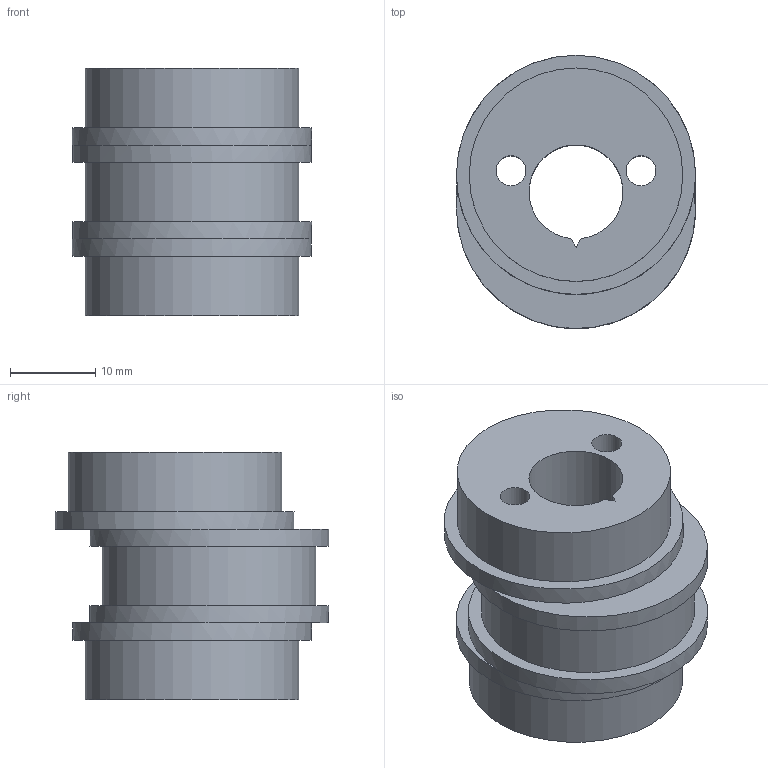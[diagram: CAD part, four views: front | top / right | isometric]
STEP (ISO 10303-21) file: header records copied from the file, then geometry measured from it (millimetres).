
FILE_DESCRIPTION(/* description */ (''),/* implementation_level */ '2;1');
FILE_NAME(/* name */ 'Shaft e2 holde resized v2.step',/* time_stamp */ '2024-05-28T16:35:39+02:00',/* author */ (''),/* organization */ (''),/* preprocessor_version */ 'ST-DEVELOPER v20',/* originating_system */ 'Autodesk Translation Framework v13.14.0.145',/* authorisation */ '');
FILE_SCHEMA (('AUTOMOTIVE_DESIGN { 1 0 10303 214 3 1 1 }'));
Length unit declared in the file: millimetre
Products named in the file (4): Shaft e2 holde resized; Shifted; Shifted2; Normal (1)
Assembly tree (3 placements, depth 2):
  Shaft e2 holde resized
    Shifted
    Shifted2
    Normal (1)
Bounding box: 28 x 32 x 29 mm (x, y, z)
Volume: 11326 mm3; surface area: 7662.5 mm2
Topology: 3 solids, 3 shells, 46 faces, 101 edges, 66 vertices
Faces by surface type: cylinder 25, plane 21
Full cylindrical faces by diameter (mm): 3.5 x15, 25 x3, 28 x4
Entity records: 1468 total; most frequent: DIRECTION 265, CARTESIAN_POINT 220, ORIENTED_EDGE 202, AXIS2_PLACEMENT_3D 111, EDGE_CURVE 101, EDGE_LOOP 81, VERTEX_POINT 66, CIRCLE 58
